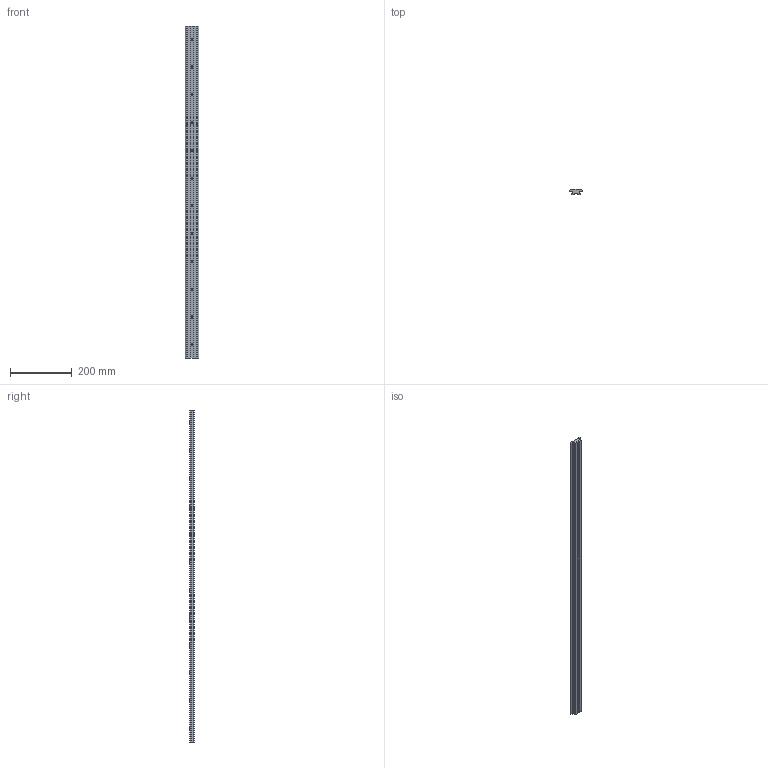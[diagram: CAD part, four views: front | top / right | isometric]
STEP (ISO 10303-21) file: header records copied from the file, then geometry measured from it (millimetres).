
FILE_DESCRIPTION (( 'STEP AP203' ), '1' );
FILE_NAME ('LVR-44-1076.step', '2024-05-13T17:20:29', ( '' ), ( '' ), 'SwSTEP 2.0', 'SolidWorks 2023', '' );
FILE_SCHEMA (( 'CONFIG_CONTROL_DESIGN' ));
Length unit declared in the file: millimetre
Products named in the file (1): LVR-44-1076
Bounding box: 44.45 x 15.91 x 1076 mm (x, y, z)
Volume: 475281.2 mm3; surface area: 134892.4 mm2
Topology: 1 solids, 1 shells, 88 faces, 222 edges, 148 vertices
Faces by surface type: cylinder 58, plane 30
Entity records: 2827 total; most frequent: DIRECTION 516, CARTESIAN_POINT 459, ORIENTED_EDGE 444, EDGE_CURVE 222, AXIS2_PLACEMENT_3D 205, VERTEX_POINT 148, EDGE_LOOP 124, CIRCLE 116
